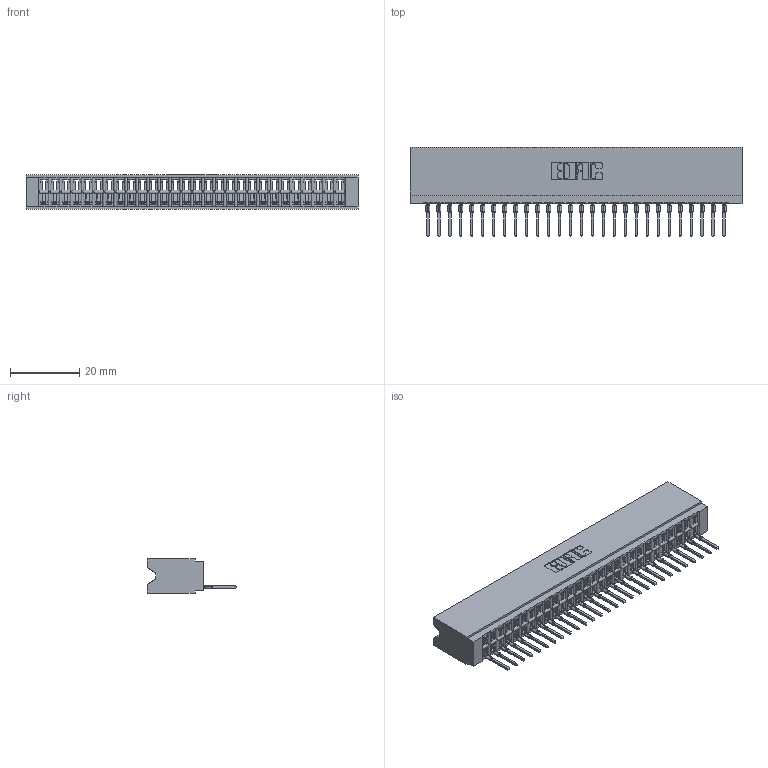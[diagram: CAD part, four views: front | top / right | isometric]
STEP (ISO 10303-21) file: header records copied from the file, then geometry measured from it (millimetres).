
FILE_DESCRIPTION (( 'STEP AP203' ), '1' );
FILE_NAME ('746-028-527-106.STEP', '2026-02-28T00:00:47', ( '' ), ( '' ), 'SwSTEP 2.0', 'SolidWorks 2023', '' );
FILE_SCHEMA (( 'CONFIG_CONTROL_DESIGN' ));
Length unit declared in the file: millimetre
Products named in the file (3): 746-292-001_527; 746 Part_.515 Slot Depth - 06; 746-028-527-106
Assembly tree (29 placements, depth 2):
  746-028-527-106
    746 Part_.515 Slot Depth - 06
    746-292-001_527  x28
Bounding box: 96.14 x 25.9 x 9.91 mm (x, y, z)
Volume: 10140.5 mm3; surface area: 14979.5 mm2
Topology: 29 solids, 29 shells, 3122 faces, 8861 edges, 5691 vertices
Faces by surface type: plane 1820, cylinder 574, bspline 560, torus 168
Entity records: 44305 total; most frequent: CARTESIAN_POINT 9080, ORIENTED_EDGE 7732, DIRECTION 6424, EDGE_CURVE 3866, LINE 3402, VECTOR 3402, VERTEX_POINT 2559, AXIS2_PLACEMENT_3D 1511
